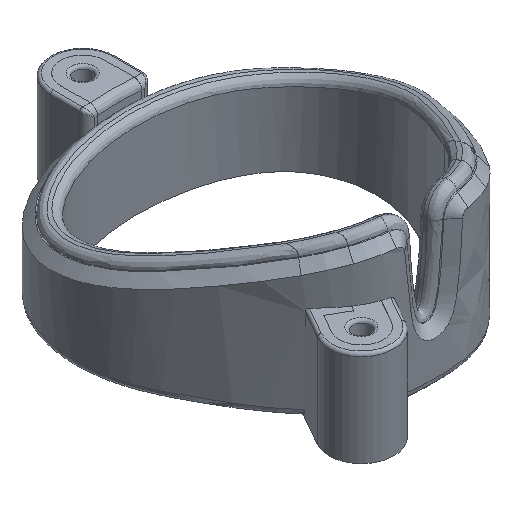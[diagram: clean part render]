
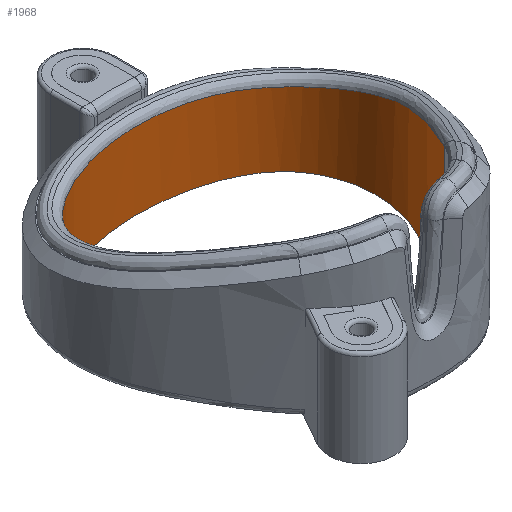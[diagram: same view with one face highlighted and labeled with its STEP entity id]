
A CAD part, isometric view. The second image highlights one B-rep face of the part: STEP entity #1968.
In plain terms, the highlighted free-form (B-spline) face has degree [3, 1] with [21, 2] control points.
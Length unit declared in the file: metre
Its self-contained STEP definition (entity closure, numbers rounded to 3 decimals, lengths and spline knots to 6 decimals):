
#246=B_SPLINE_CURVE_WITH_KNOTS('',3,(#5219,#5220,#5221,#5222,#5223,#5224,
#5225,#5226,#5227,#5228,#5229,#5230,#5231,#5232,#5233,#5234,#5235,#5236,
#5237,#5238,#5239,#5240,#5241,#5242,#5243,#5244,#5245,#5246,#5247),
 .UNSPECIFIED.,.F.,.F.,(4,1,1,1,1,1,1,1,1,1,1,1,1,1,1,1,1,1,1,1,1,1,1,1,
1,1,4),(0.,0.005545,0.01109,0.013863,
0.016635,0.019408,0.022181,0.024953,
0.027726,0.030498,0.033271,0.038816,
0.041589,0.044361,0.049906,0.052679,
0.055452,0.058224,0.060997,0.063769,
0.066542,0.069315,0.072087,0.07486,
0.077632,0.083177,0.088723),.UNSPECIFIED.);
#247=B_SPLINE_CURVE_WITH_KNOTS('',3,(#5251,#5252,#5253,#5254,#5255,#5256,
#5257,#5258,#5259,#5260,#5261,#5262,#5263),.UNSPECIFIED.,.T.,.F.,(1,3,1,
1,1,1,1,1,1,1,1,3,1),(-0.119499,0.,0.119499,0.21531,
0.31112,0.420568,0.5,0.579432,0.68888,
0.78469,0.880501,1.,1.119499),.UNSPECIFIED.);
#690=ORIENTED_EDGE('',*,*,#1097,.F.);
#691=ORIENTED_EDGE('',*,*,#1098,.T.);
#692=ORIENTED_EDGE('',*,*,#1099,.T.);
#693=ORIENTED_EDGE('',*,*,#1100,.F.);
#1097=EDGE_CURVE('',#1322,#1323,#1459,.T.);
#1098=EDGE_CURVE('',#1322,#1324,#246,.T.);
#1099=EDGE_CURVE('',#1324,#1325,#1460,.T.);
#1100=EDGE_CURVE('',#1323,#1325,#247,.T.);
#1322=VERTEX_POINT('',#5217);
#1323=VERTEX_POINT('',#5218);
#1324=VERTEX_POINT('',#5248);
#1325=VERTEX_POINT('',#5250);
#1459=LINE('',#5216,#1565);
#1460=LINE('',#5249,#1566);
#1565=VECTOR('',#2394,1.);
#1566=VECTOR('',#2395,1.);
#1676=EDGE_LOOP('',(#690,#691,#692,#693));
#1805=FACE_BOUND('',#1676,.T.);
#1884=B_SPLINE_SURFACE_WITH_KNOTS('',3,1,((#5174,#5175),(#5176,#5177),(#5178,
#5179),(#5180,#5181),(#5182,#5183),(#5184,#5185),(#5186,#5187),(#5188,#5189),
(#5190,#5191),(#5192,#5193),(#5194,#5195),(#5196,#5197),(#5198,#5199),(#5200,
#5201),(#5202,#5203),(#5204,#5205),(#5206,#5207),(#5208,#5209),(#5210,#5211),
(#5212,#5213),(#5214,#5215)),.SURF_OF_LINEAR_EXTRUSION.,.F.,.F.,.F.,(4,
1,1,1,1,1,1,1,1,1,1,1,1,1,1,1,1,1,4),(2,2),(0.641252,0.686096,
0.730939,0.775783,0.820626,0.86547,
0.887891,0.910313,0.955157,1.,
1.044843,1.089687,1.112109,1.13453,1.179374,
1.224217,1.269061,1.313904,1.358748),(0.,
1.),.UNSPECIFIED.);
#1968=ADVANCED_FACE('',(#1805),#1884,.T.);
#2394=DIRECTION('',(0.,0.,-1.));
#2395=DIRECTION('',(0.,0.,-1.));
#5174=CARTESIAN_POINT('',(0.01198,-0.011172,0.017068));
#5175=CARTESIAN_POINT('',(0.01198,-0.011172,0.));
#5176=CARTESIAN_POINT('',(0.013109,-0.00956,0.017068));
#5177=CARTESIAN_POINT('',(0.013109,-0.00956,0.));
#5178=CARTESIAN_POINT('',(0.01519,-0.006069,0.017068));
#5179=CARTESIAN_POINT('',(0.01519,-0.006069,0.));
#5180=CARTESIAN_POINT('',(0.017498,-0.001492,0.017068));
#5181=CARTESIAN_POINT('',(0.017498,-0.001492,0.));
#5182=CARTESIAN_POINT('',(0.018714,0.00288,0.017068));
#5183=CARTESIAN_POINT('',(0.018714,0.00288,0.));
#5184=CARTESIAN_POINT('',(0.01857,0.007756,0.017068));
#5185=CARTESIAN_POINT('',(0.01857,0.007756,0.));
#5186=CARTESIAN_POINT('',(0.017007,0.011704,0.017068));
#5187=CARTESIAN_POINT('',(0.017007,0.011704,0.));
#5188=CARTESIAN_POINT('',(0.014674,0.01431,0.017068));
#5189=CARTESIAN_POINT('',(0.014674,0.01431,0.));
#5190=CARTESIAN_POINT('',(0.011612,0.016446,0.017068));
#5191=CARTESIAN_POINT('',(0.011612,0.016446,0.));
#5192=CARTESIAN_POINT('',(0.006723,0.018251,0.017068));
#5193=CARTESIAN_POINT('',(0.006723,0.018251,0.));
#5194=CARTESIAN_POINT('',(0.,0.018984,0.017068));
#5195=CARTESIAN_POINT('',(0.,0.018984,0.));
#5196=CARTESIAN_POINT('',(-0.006723,0.018251,0.017068));
#5197=CARTESIAN_POINT('',(-0.006723,0.018251,0.));
#5198=CARTESIAN_POINT('',(-0.011612,0.016446,0.017068));
#5199=CARTESIAN_POINT('',(-0.011612,0.016446,0.));
#5200=CARTESIAN_POINT('',(-0.014674,0.01431,0.017068));
#5201=CARTESIAN_POINT('',(-0.014674,0.01431,0.));
#5202=CARTESIAN_POINT('',(-0.017007,0.011704,0.017068));
#5203=CARTESIAN_POINT('',(-0.017007,0.011704,0.));
#5204=CARTESIAN_POINT('',(-0.01857,0.007756,0.017068));
#5205=CARTESIAN_POINT('',(-0.01857,0.007756,0.));
#5206=CARTESIAN_POINT('',(-0.018714,0.00288,0.017068));
#5207=CARTESIAN_POINT('',(-0.018714,0.00288,0.));
#5208=CARTESIAN_POINT('',(-0.017498,-0.001492,0.017068));
#5209=CARTESIAN_POINT('',(-0.017498,-0.001492,0.));
#5210=CARTESIAN_POINT('',(-0.01519,-0.006069,0.017068));
#5211=CARTESIAN_POINT('',(-0.01519,-0.006069,0.));
#5212=CARTESIAN_POINT('',(-0.013109,-0.00956,0.017068));
#5213=CARTESIAN_POINT('',(-0.013109,-0.00956,0.));
#5214=CARTESIAN_POINT('',(-0.01198,-0.011172,0.017068));
#5215=CARTESIAN_POINT('',(-0.01198,-0.011172,0.));
#5216=CARTESIAN_POINT('',(0.01198,-0.011172,0.022));
#5217=CARTESIAN_POINT('',(0.01198,-0.011172,0.016967));
#5218=CARTESIAN_POINT('',(0.01198,-0.011172,0.));
#5219=CARTESIAN_POINT('',(0.01198,-0.011172,0.016967));
#5220=CARTESIAN_POINT('',(0.013004,-0.00971,0.016437));
#5221=CARTESIAN_POINT('',(0.01484,-0.006668,0.015386));
#5222=CARTESIAN_POINT('',(0.016912,-0.002752,0.014114));
#5223=CARTESIAN_POINT('',(0.01811,0.00064,0.01303));
#5224=CARTESIAN_POINT('',(0.018597,0.003251,0.012217));
#5225=CARTESIAN_POINT('',(0.018619,0.005963,0.01143));
#5226=CARTESIAN_POINT('',(0.018158,0.008627,0.010743));
#5227=CARTESIAN_POINT('',(0.017143,0.011213,0.010206));
#5228=CARTESIAN_POINT('',(0.015515,0.013518,0.009934));
#5229=CARTESIAN_POINT('',(0.013346,0.015316,0.009992));
#5230=CARTESIAN_POINT('',(0.010069,0.017096,0.010215));
#5231=CARTESIAN_POINT('',(0.006463,0.018148,0.010387));
#5232=CARTESIAN_POINT('',(0.002799,0.018655,0.010464));
#5233=CARTESIAN_POINT('',(-0.000936,0.018823,0.01049));
#5234=CARTESIAN_POINT('',(-0.004629,0.018493,0.010439));
#5235=CARTESIAN_POINT('',(-0.008213,0.017636,0.010306));
#5236=CARTESIAN_POINT('',(-0.01086,0.016666,0.01016));
#5237=CARTESIAN_POINT('',(-0.01332,0.015333,0.009993));
#5238=CARTESIAN_POINT('',(-0.015499,0.013536,0.009933));
#5239=CARTESIAN_POINT('',(-0.017133,0.011232,0.010203));
#5240=CARTESIAN_POINT('',(-0.018153,0.008647,0.010738));
#5241=CARTESIAN_POINT('',(-0.018617,0.005983,0.011425));
#5242=CARTESIAN_POINT('',(-0.018599,0.003267,0.012212));
#5243=CARTESIAN_POINT('',(-0.018111,0.000643,0.013029));
#5244=CARTESIAN_POINT('',(-0.016913,-0.002748,0.014113));
#5245=CARTESIAN_POINT('',(-0.014841,-0.006667,0.015385));
#5246=CARTESIAN_POINT('',(-0.013004,-0.009709,0.016437));
#5247=CARTESIAN_POINT('',(-0.01198,-0.011172,0.016967));
#5248=CARTESIAN_POINT('',(-0.01198,-0.011172,0.016967));
#5249=CARTESIAN_POINT('',(-0.01198,-0.011172,0.022));
#5250=CARTESIAN_POINT('',(-0.01198,-0.011172,0.));
#5251=CARTESIAN_POINT('',(0.,0.01874,0.));
#5252=CARTESIAN_POINT('',(-0.005971,0.01874,0.));
#5253=CARTESIAN_POINT('',(-0.01673,0.01561,0.));
#5254=CARTESIAN_POINT('',(-0.019647,0.003494,0.));
#5255=CARTESIAN_POINT('',(-0.015675,-0.005766,0.));
#5256=CARTESIAN_POINT('',(-0.007888,-0.017884,0.));
#5257=CARTESIAN_POINT('',(0.,-0.017995,0.));
#5258=CARTESIAN_POINT('',(0.007888,-0.017884,0.));
#5259=CARTESIAN_POINT('',(0.015675,-0.005766,0.));
#5260=CARTESIAN_POINT('',(0.019647,0.003494,0.));
#5261=CARTESIAN_POINT('',(0.01673,0.01561,0.));
#5262=CARTESIAN_POINT('',(0.005971,0.01874,0.));
#5263=CARTESIAN_POINT('',(0.,0.01874,0.));
